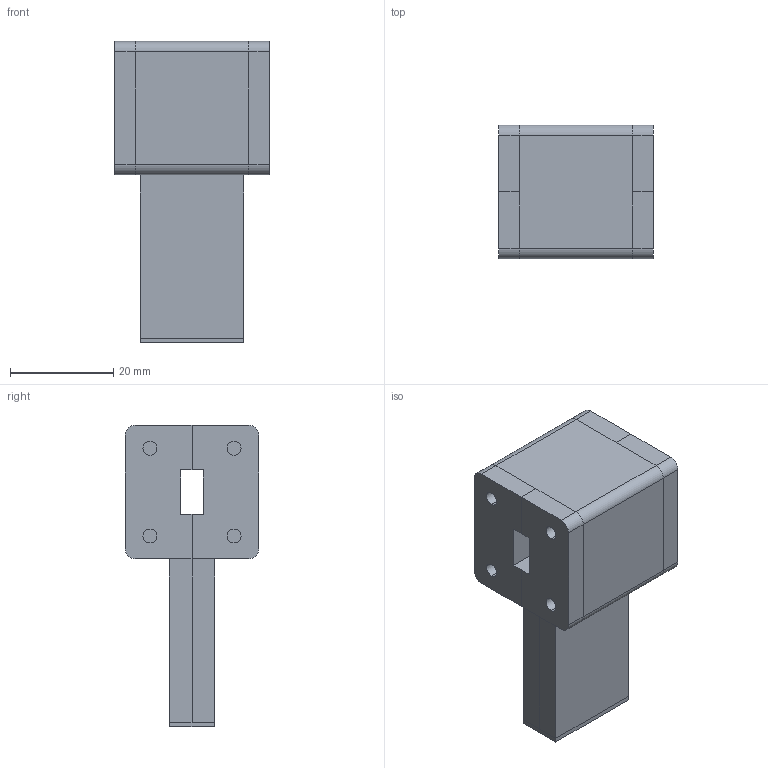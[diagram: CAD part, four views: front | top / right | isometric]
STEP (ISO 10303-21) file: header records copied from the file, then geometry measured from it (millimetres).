
FILE_DESCRIPTION (( 'STEP AP214' ), '1' );
FILE_NAME ('FM-W34IR001_3D.STEP', '2023-03-23T18:59:11', ( '' ), ( '' ), 'SwSTEP 2.0', 'SolidWorks 2022', '' );
FILE_SCHEMA (( 'AUTOMOTIVE_DESIGN' ));
Length unit declared in the file: inch
Products named in the file (1): FM-W34IR001_3D
Bounding box: 30 x 25.91 x 58.42 mm (x, y, z)
Volume: 24456.5 mm3; surface area: 7497.3 mm2
Topology: 1 solids, 1 shells, 202 faces, 475 edges, 304 vertices
Faces by surface type: plane 126, cylinder 60, torus 16
Entity records: 6043 total; most frequent: CARTESIAN_POINT 1054, DIRECTION 1009, ORIENTED_EDGE 950, EDGE_CURVE 475, AXIS2_PLACEMENT_3D 355, VERTEX_POINT 304, LINE 299, VECTOR 299
